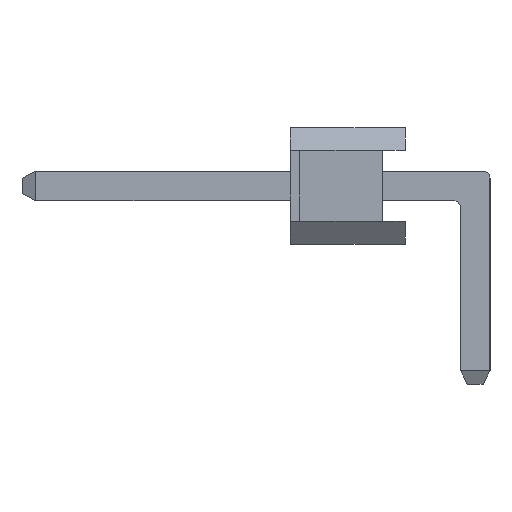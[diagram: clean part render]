
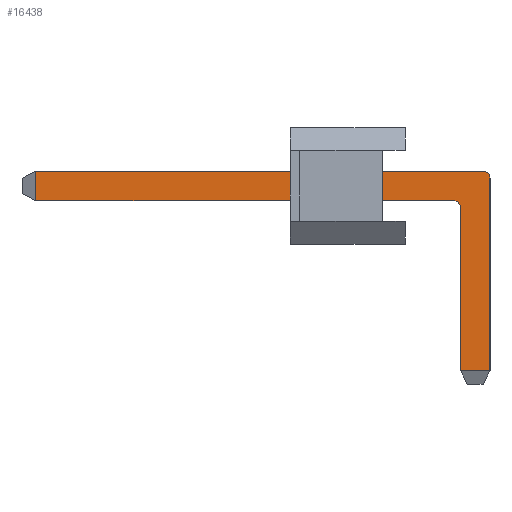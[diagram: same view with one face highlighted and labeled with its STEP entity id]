
A CAD part, left-side view. The second image highlights one B-rep face of the part: STEP entity #16438.
In plain terms, the highlighted planar face has unit normal (-1, 0, 0).
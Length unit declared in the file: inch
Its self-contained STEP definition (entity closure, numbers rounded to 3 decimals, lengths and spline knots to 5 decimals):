
#68 = LINE ( 'NONE', #4184, #17028 ) ;
#132 = EDGE_CURVE ( 'NONE', #7462, #2770, #19717, .T. ) ;
#397 = DIRECTION ( 'NONE',  ( -1., 0., 0. ) ) ;
#988 = ORIENTED_EDGE ( 'NONE', *, *, #132, .T. ) ;
#1014 = PLANE ( 'NONE',  #1497 ) ;
#1497 = AXIS2_PLACEMENT_3D ( 'NONE', #9231, #12564, #2655 ) ;
#1905 = LINE ( 'NONE', #20926, #10164 ) ;
#2300 = ORIENTED_EDGE ( 'NONE', *, *, #14605, .T. ) ;
#2512 = CARTESIAN_POINT ( 'NONE',  ( 0., -0.00551, 0.17087 ) ) ;
#2655 = DIRECTION ( 'NONE',  ( 0., -1., 0. ) ) ;
#2770 = VERTEX_POINT ( 'NONE', #9745 ) ;
#3475 = LINE ( 'NONE', #8341, #11739 ) ;
#4184 = CARTESIAN_POINT ( 'NONE',  ( 0., -0.00551, 0. ) ) ;
#4230 = DIRECTION ( 'NONE',  ( 0., 0., -1. ) ) ;
#4279 = DIRECTION ( 'NONE',  ( 1., 0., 0. ) ) ;
#4307 = CARTESIAN_POINT ( 'NONE',  ( 0., 0.0311, 0.13976 ) ) ;
#4565 = AXIS2_PLACEMENT_3D ( 'NONE', #10252, #397, #11924 ) ;
#5755 = AXIS2_PLACEMENT_3D ( 'NONE', #4307, #4279, #4230 ) ;
#5818 = LINE ( 'NONE', #15553, #17355 ) ;
#5878 = DIRECTION ( 'NONE',  ( 0., -1., 0. ) ) ;
#6167 = CARTESIAN_POINT ( 'NONE',  ( 0., 0.38898, 0.17087 ) ) ;
#6486 = VECTOR ( 'NONE', #15647, 39.37008 ) ;
#7462 = VERTEX_POINT ( 'NONE', #19694 ) ;
#7951 = DIRECTION ( 'NONE',  ( 0., 0., 1. ) ) ;
#8341 = CARTESIAN_POINT ( 'NONE',  ( 0., -0.00551, 0.14567 ) ) ;
#8826 = EDGE_CURVE ( 'NONE', #15640, #16831, #21123, .T. ) ;
#9013 = EDGE_CURVE ( 'NONE', #20513, #18925, #68, .T. ) ;
#9231 = CARTESIAN_POINT ( 'NONE',  ( 0., -0.00551, -0.06614 ) ) ;
#9261 = ORIENTED_EDGE ( 'NONE', *, *, #16409, .T. ) ;
#9364 = EDGE_LOOP ( 'NONE', ( #2300, #18773, #9261, #11053, #12354, #988, #17592, #10151 ) ) ;
#9736 = CARTESIAN_POINT ( 'NONE',  ( 0., 0.38898, 0.14567 ) ) ;
#9745 = CARTESIAN_POINT ( 'NONE',  ( 0., 0.0252, 0.13976 ) ) ;
#9814 = FACE_OUTER_BOUND ( 'NONE', #9364, .T. ) ;
#10151 = ORIENTED_EDGE ( 'NONE', *, *, #9013, .T. ) ;
#10164 = VECTOR ( 'NONE', #7951, 39.37008 ) ;
#10252 = CARTESIAN_POINT ( 'NONE',  ( 0., 0.00591, 0.16496 ) ) ;
#10328 = LINE ( 'NONE', #2512, #6486 ) ;
#10648 = DIRECTION ( 'NONE',  ( 0., 0., -1. ) ) ;
#11053 = ORIENTED_EDGE ( 'NONE', *, *, #20566, .T. ) ;
#11739 = VECTOR ( 'NONE', #18144, 39.37008 ) ;
#11924 = DIRECTION ( 'NONE',  ( 0., 1., 0. ) ) ;
#12354 = ORIENTED_EDGE ( 'NONE', *, *, #14150, .T. ) ;
#12564 = DIRECTION ( 'NONE',  ( -1., 0., 0. ) ) ;
#13237 = CARTESIAN_POINT ( 'NONE',  ( 0., 0.0252, 0. ) ) ;
#13271 = EDGE_CURVE ( 'NONE', #2770, #20513, #5818, .T. ) ;
#13425 = LINE ( 'NONE', #18237, #16759 ) ;
#14150 = EDGE_CURVE ( 'NONE', #18097, #7462, #3475, .T. ) ;
#14605 = EDGE_CURVE ( 'NONE', #18925, #15640, #1905, .T. ) ;
#15553 = CARTESIAN_POINT ( 'NONE',  ( 0., 0.0252, -0.06614 ) ) ;
#15640 = VERTEX_POINT ( 'NONE', #20239 ) ;
#15647 = DIRECTION ( 'NONE',  ( 0., 1., 0. ) ) ;
#16409 = EDGE_CURVE ( 'NONE', #16831, #19244, #10328, .T. ) ;
#16438 = ADVANCED_FACE ( 'NONE', ( #9814 ), #1014, .T. ) ;
#16759 = VECTOR ( 'NONE', #19894, 39.37008 ) ;
#16831 = VERTEX_POINT ( 'NONE', #16902 ) ;
#16902 = CARTESIAN_POINT ( 'NONE',  ( 0., 0.00591, 0.17087 ) ) ;
#17028 = VECTOR ( 'NONE', #5878, 39.37008 ) ;
#17355 = VECTOR ( 'NONE', #10648, 39.37008 ) ;
#17592 = ORIENTED_EDGE ( 'NONE', *, *, #13271, .T. ) ;
#18097 = VERTEX_POINT ( 'NONE', #9736 ) ;
#18144 = DIRECTION ( 'NONE',  ( 0., -1., 0. ) ) ;
#18237 = CARTESIAN_POINT ( 'NONE',  ( 0., 0.38898, -0.06614 ) ) ;
#18773 = ORIENTED_EDGE ( 'NONE', *, *, #8826, .T. ) ;
#18925 = VERTEX_POINT ( 'NONE', #20102 ) ;
#19244 = VERTEX_POINT ( 'NONE', #6167 ) ;
#19694 = CARTESIAN_POINT ( 'NONE',  ( 0., 0.0311, 0.14567 ) ) ;
#19717 = CIRCLE ( 'NONE', #5755, 0.00591 ) ;
#19894 = DIRECTION ( 'NONE',  ( 0., 0., -1. ) ) ;
#20102 = CARTESIAN_POINT ( 'NONE',  ( 0., 0., 0. ) ) ;
#20239 = CARTESIAN_POINT ( 'NONE',  ( 0., 0., 0.16496 ) ) ;
#20513 = VERTEX_POINT ( 'NONE', #13237 ) ;
#20566 = EDGE_CURVE ( 'NONE', #19244, #18097, #13425, .T. ) ;
#20926 = CARTESIAN_POINT ( 'NONE',  ( 0., 0., -0.06614 ) ) ;
#21123 = CIRCLE ( 'NONE', #4565, 0.00591 ) ;
